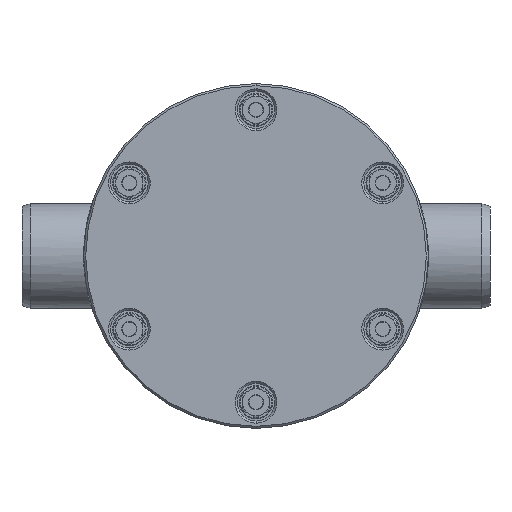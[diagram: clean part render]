
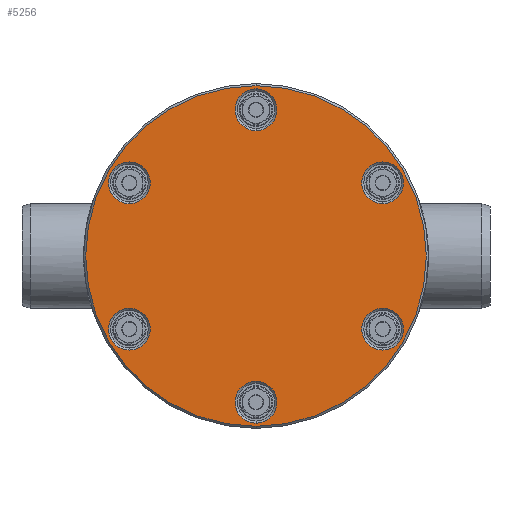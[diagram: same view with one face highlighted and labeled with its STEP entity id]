
A CAD part, front view. The second image highlights one B-rep face of the part: STEP entity #5256.
In plain terms, the highlighted planar face has unit normal (0, -1, 0).
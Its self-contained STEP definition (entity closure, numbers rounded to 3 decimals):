
#151=CARTESIAN_POINT('',(0.,-43.,0.));
#152=DIRECTION('',(0.,-1.,0.));
#153=DIRECTION('',(0.,0.,1.));
#154=AXIS2_PLACEMENT_3D('',#151,#152,#153);
#156=CARTESIAN_POINT('',(0.,-43.,0.));
#157=DIRECTION('',(0.,-1.,0.));
#158=DIRECTION('',(0.,0.,-1.));
#159=AXIS2_PLACEMENT_3D('',#156,#157,#158);
#161=CARTESIAN_POINT('',(-60.622,-43.,35.));
#162=DIRECTION('',(0.,1.,0.));
#163=DIRECTION('',(0.,0.,1.));
#164=AXIS2_PLACEMENT_3D('',#161,#162,#163);
#166=CARTESIAN_POINT('',(-60.622,-43.,35.));
#167=DIRECTION('',(0.,1.,0.));
#168=DIRECTION('',(0.,0.,-1.));
#169=AXIS2_PLACEMENT_3D('',#166,#167,#168);
#171=CARTESIAN_POINT('',(-60.622,-43.,-35.));
#172=DIRECTION('',(0.,1.,0.));
#173=DIRECTION('',(0.,0.,1.));
#174=AXIS2_PLACEMENT_3D('',#171,#172,#173);
#176=CARTESIAN_POINT('',(-60.622,-43.,-35.));
#177=DIRECTION('',(0.,1.,0.));
#178=DIRECTION('',(0.,0.,-1.));
#179=AXIS2_PLACEMENT_3D('',#176,#177,#178);
#181=CARTESIAN_POINT('',(0.,-43.,-70.));
#182=DIRECTION('',(0.,1.,0.));
#183=DIRECTION('',(0.,0.,1.));
#184=AXIS2_PLACEMENT_3D('',#181,#182,#183);
#186=CARTESIAN_POINT('',(0.,-43.,-70.));
#187=DIRECTION('',(0.,1.,0.));
#188=DIRECTION('',(0.,0.,-1.));
#189=AXIS2_PLACEMENT_3D('',#186,#187,#188);
#191=CARTESIAN_POINT('',(60.622,-43.,-35.));
#192=DIRECTION('',(0.,1.,0.));
#193=DIRECTION('',(0.,0.,1.));
#194=AXIS2_PLACEMENT_3D('',#191,#192,#193);
#196=CARTESIAN_POINT('',(60.622,-43.,-35.));
#197=DIRECTION('',(0.,1.,0.));
#198=DIRECTION('',(0.,0.,-1.));
#199=AXIS2_PLACEMENT_3D('',#196,#197,#198);
#201=CARTESIAN_POINT('',(60.622,-43.,35.));
#202=DIRECTION('',(0.,1.,0.));
#203=DIRECTION('',(0.,0.,1.));
#204=AXIS2_PLACEMENT_3D('',#201,#202,#203);
#206=CARTESIAN_POINT('',(60.622,-43.,35.));
#207=DIRECTION('',(0.,1.,0.));
#208=DIRECTION('',(0.,0.,-1.));
#209=AXIS2_PLACEMENT_3D('',#206,#207,#208);
#211=CARTESIAN_POINT('',(0.,-43.,70.));
#212=DIRECTION('',(0.,1.,0.));
#213=DIRECTION('',(0.,0.,1.));
#214=AXIS2_PLACEMENT_3D('',#211,#212,#213);
#216=CARTESIAN_POINT('',(0.,-43.,70.));
#217=DIRECTION('',(0.,1.,0.));
#218=DIRECTION('',(0.,0.,-1.));
#219=AXIS2_PLACEMENT_3D('',#216,#217,#218);
#4830=CARTESIAN_POINT('',(0.,-43.,60.));
#4832=VERTEX_POINT('',#4830);
#4834=CARTESIAN_POINT('',(0.,-43.,80.));
#4836=VERTEX_POINT('',#4834);
#4854=CARTESIAN_POINT('',(60.622,-43.,25.));
#4856=VERTEX_POINT('',#4854);
#4858=CARTESIAN_POINT('',(60.622,-43.,45.));
#4860=VERTEX_POINT('',#4858);
#4878=CARTESIAN_POINT('',(60.622,-43.,-45.));
#4880=VERTEX_POINT('',#4878);
#4882=CARTESIAN_POINT('',(60.622,-43.,-25.));
#4884=VERTEX_POINT('',#4882);
#4902=CARTESIAN_POINT('',(0.,-43.,-80.));
#4904=VERTEX_POINT('',#4902);
#4906=CARTESIAN_POINT('',(0.,-43.,-60.));
#4908=VERTEX_POINT('',#4906);
#4926=CARTESIAN_POINT('',(-60.622,-43.,-45.));
#4928=VERTEX_POINT('',#4926);
#4930=CARTESIAN_POINT('',(-60.622,-43.,-25.));
#4932=VERTEX_POINT('',#4930);
#4950=CARTESIAN_POINT('',(-60.622,-43.,25.));
#4952=VERTEX_POINT('',#4950);
#4954=CARTESIAN_POINT('',(-60.622,-43.,45.));
#4956=VERTEX_POINT('',#4954);
#5033=CARTESIAN_POINT('',(0.,-43.,-81.5));
#5034=VERTEX_POINT('',#5033);
#5035=CARTESIAN_POINT('',(0.,-43.,81.5));
#5036=VERTEX_POINT('',#5035);
#5210=CARTESIAN_POINT('',(0.,-43.,0.));
#5211=DIRECTION('',(0.,1.,0.));
#5212=DIRECTION('',(0.,0.,1.));
#5213=AXIS2_PLACEMENT_3D('',#5210,#5211,#5212);
#5214=PLANE('',#5213);
#5216=ORIENTED_EDGE('',*,*,#5215,.F.);
#5218=ORIENTED_EDGE('',*,*,#5217,.F.);
#5219=EDGE_LOOP('',(#5216,#5218));
#5220=FACE_OUTER_BOUND('',#5219,.F.);
#5222=ORIENTED_EDGE('',*,*,#5221,.F.);
#5223=ORIENTED_EDGE('',*,*,#5200,.F.);
#5224=EDGE_LOOP('',(#5222,#5223));
#5225=FACE_BOUND('',#5224,.F.);
#5227=ORIENTED_EDGE('',*,*,#5226,.F.);
#5229=ORIENTED_EDGE('',*,*,#5228,.F.);
#5230=EDGE_LOOP('',(#5227,#5229));
#5231=FACE_BOUND('',#5230,.F.);
#5233=ORIENTED_EDGE('',*,*,#5232,.F.);
#5235=ORIENTED_EDGE('',*,*,#5234,.F.);
#5236=EDGE_LOOP('',(#5233,#5235));
#5237=FACE_BOUND('',#5236,.F.);
#5239=ORIENTED_EDGE('',*,*,#5238,.F.);
#5241=ORIENTED_EDGE('',*,*,#5240,.F.);
#5242=EDGE_LOOP('',(#5239,#5241));
#5243=FACE_BOUND('',#5242,.F.);
#5245=ORIENTED_EDGE('',*,*,#5244,.F.);
#5247=ORIENTED_EDGE('',*,*,#5246,.F.);
#5248=EDGE_LOOP('',(#5245,#5247));
#5249=FACE_BOUND('',#5248,.F.);
#5251=ORIENTED_EDGE('',*,*,#5250,.F.);
#5253=ORIENTED_EDGE('',*,*,#5252,.F.);
#5254=EDGE_LOOP('',(#5251,#5253));
#5255=FACE_BOUND('',#5254,.F.);
#155=CIRCLE('',#154,81.5);
#160=CIRCLE('',#159,81.5);
#165=CIRCLE('',#164,10.);
#170=CIRCLE('',#169,10.);
#175=CIRCLE('',#174,10.);
#180=CIRCLE('',#179,10.);
#185=CIRCLE('',#184,10.);
#190=CIRCLE('',#189,10.);
#195=CIRCLE('',#194,10.);
#200=CIRCLE('',#199,10.);
#205=CIRCLE('',#204,10.);
#210=CIRCLE('',#209,10.);
#215=CIRCLE('',#214,10.);
#220=CIRCLE('',#219,10.);
#5200=EDGE_CURVE('',#4952,#4956,#170,.T.);
#5215=EDGE_CURVE('',#5036,#5034,#155,.T.);
#5217=EDGE_CURVE('',#5034,#5036,#160,.T.);
#5221=EDGE_CURVE('',#4956,#4952,#165,.T.);
#5226=EDGE_CURVE('',#4932,#4928,#175,.T.);
#5228=EDGE_CURVE('',#4928,#4932,#180,.T.);
#5232=EDGE_CURVE('',#4908,#4904,#185,.T.);
#5234=EDGE_CURVE('',#4904,#4908,#190,.T.);
#5238=EDGE_CURVE('',#4884,#4880,#195,.T.);
#5240=EDGE_CURVE('',#4880,#4884,#200,.T.);
#5244=EDGE_CURVE('',#4860,#4856,#205,.T.);
#5246=EDGE_CURVE('',#4856,#4860,#210,.T.);
#5250=EDGE_CURVE('',#4836,#4832,#215,.T.);
#5252=EDGE_CURVE('',#4832,#4836,#220,.T.);
#5256=ADVANCED_FACE('',(#5220,#5225,#5231,#5237,#5243,#5249,#5255),#5214,.F.);
